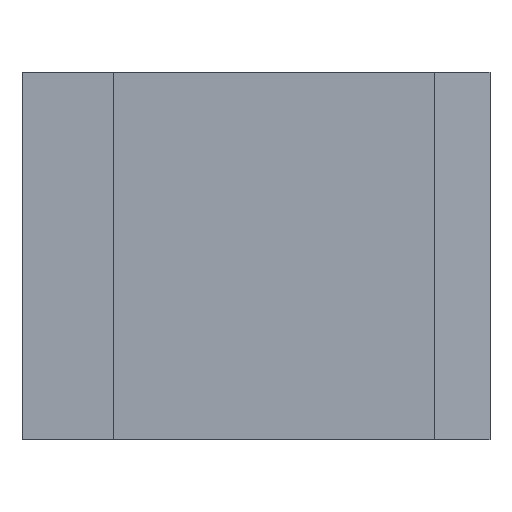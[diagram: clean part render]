
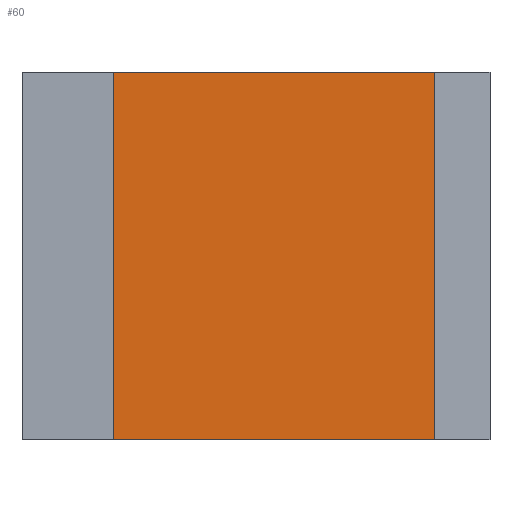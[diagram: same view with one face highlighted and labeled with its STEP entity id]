
A CAD part, left-side view. The second image highlights one B-rep face of the part: STEP entity #60.
In plain terms, the highlighted planar face has unit normal (-1, 0, 0).
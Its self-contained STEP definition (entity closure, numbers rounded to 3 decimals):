
#60 = ADVANCED_FACE( '', ( #129 ), #130, .F. );
#129 = FACE_OUTER_BOUND( '', #206, .T. );
#130 = PLANE( '', #207 );
#206 = EDGE_LOOP( '', ( #327, #328, #329, #330 ) );
#207 = AXIS2_PLACEMENT_3D( '', #331, #332, #333 );
#327 = ORIENTED_EDGE( '', *, *, #438, .T. );
#328 = ORIENTED_EDGE( '', *, *, #470, .F. );
#329 = ORIENTED_EDGE( '', *, *, #472, .F. );
#330 = ORIENTED_EDGE( '', *, *, #473, .T. );
#331 = CARTESIAN_POINT( '', ( -25., 41., 40. ) );
#332 = DIRECTION( '', ( 1., 0., 0. ) );
#333 = DIRECTION( '', ( 0., 0., -1. ) );
#438 = EDGE_CURVE( '', #519, #517, #520, .T. );
#470 = EDGE_CURVE( '', #567, #517, #569, .T. );
#472 = EDGE_CURVE( '', #571, #567, #572, .T. );
#473 = EDGE_CURVE( '', #571, #519, #573, .T. );
#517 = VERTEX_POINT( '', #630 );
#519 = VERTEX_POINT( '', #633 );
#520 = LINE( '', #634, #635 );
#567 = VERTEX_POINT( '', #753 );
#569 = LINE( '', #756, #757 );
#571 = VERTEX_POINT( '', #759 );
#572 = LINE( '', #760, #761 );
#573 = LINE( '', #762, #763 );
#630 = CARTESIAN_POINT( '', ( -25., 6., 0. ) );
#633 = CARTESIAN_POINT( '', ( -25., 41., 0. ) );
#634 = CARTESIAN_POINT( '', ( -25., 41., 0. ) );
#635 = VECTOR( '', #809, 1000. );
#753 = CARTESIAN_POINT( '', ( -25., 6., 40. ) );
#756 = CARTESIAN_POINT( '', ( -25., 6., 40. ) );
#757 = VECTOR( '', #841, 1000. );
#759 = CARTESIAN_POINT( '', ( -25., 41., 40. ) );
#760 = CARTESIAN_POINT( '', ( -25., 41., 40. ) );
#761 = VECTOR( '', #842, 1000. );
#762 = CARTESIAN_POINT( '', ( -25., 41., 40. ) );
#763 = VECTOR( '', #843, 1000. );
#809 = DIRECTION( '', ( 0., -1., 0. ) );
#841 = DIRECTION( '', ( 0., 0., -1. ) );
#842 = DIRECTION( '', ( 0., -1., 0. ) );
#843 = DIRECTION( '', ( 0., 0., -1. ) );
